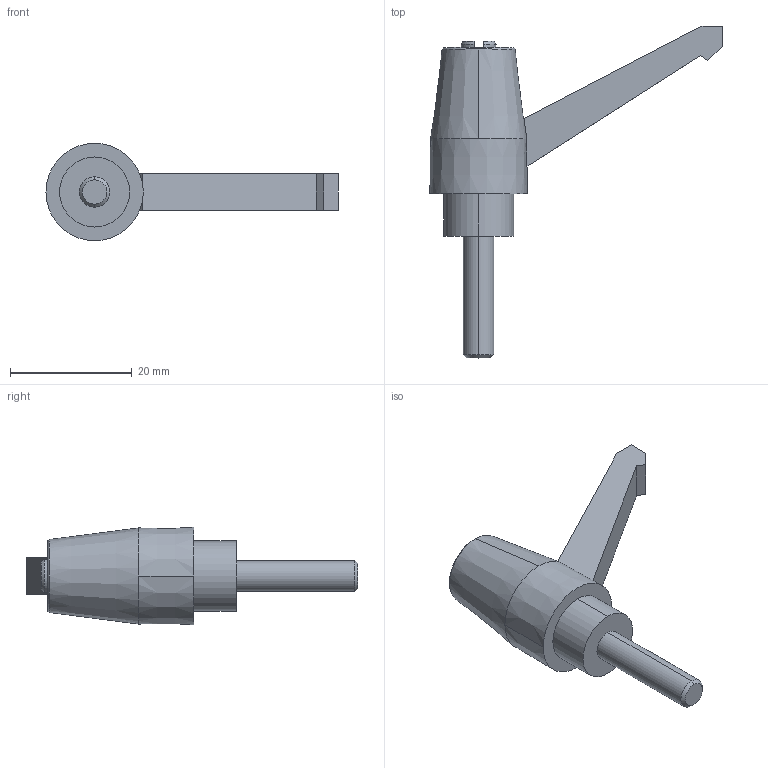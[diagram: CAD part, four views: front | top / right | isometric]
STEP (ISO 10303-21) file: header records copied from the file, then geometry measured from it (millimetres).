
FILE_DESCRIPTION (( 'STEP AP214' ), '1' );
FILE_NAME ('Rexnord-S0303 -646742.STEP', '2023-08-01T13:10:00', ( '' ), ( '' ), 'SwSTEP 2.0', 'SolidWorks 2022', '' );
FILE_SCHEMA (( 'AUTOMOTIVE_DESIGN' ));
Length unit declared in the file: millimetre
Products named in the file (2): Rexnord-S0303 -646742; Rexnord-S0303 -646742_646742
Assembly tree (1 placements, depth 2):
  Rexnord-S0303 -646742
    Rexnord-S0303 -646742_646742
Bounding box: 48 x 54.53 x 16 mm (x, y, z)
Volume: 6402.8 mm3; surface area: 2918.7 mm2
Topology: 2 solids, 2 shells, 34 faces, 74 edges, 48 vertices
Faces by surface type: plane 18, cone 10, cylinder 6
Entity records: 1385 total; most frequent: DIRECTION 172, CARTESIAN_POINT 172, ORIENTED_EDGE 148, EDGE_CURVE 74, AXIS2_PLACEMENT_3D 64, VERTEX_POINT 48, VECTOR 44, LINE 44
